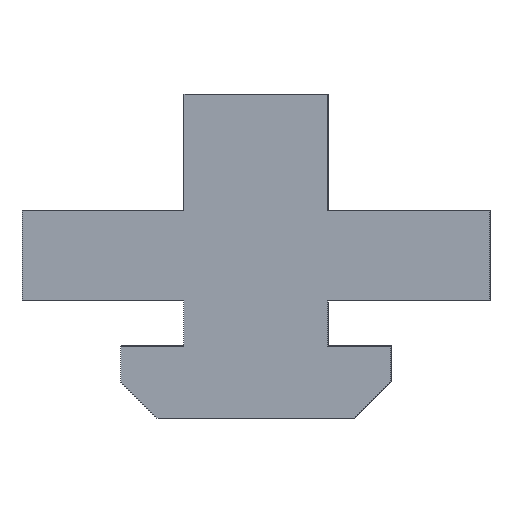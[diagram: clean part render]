
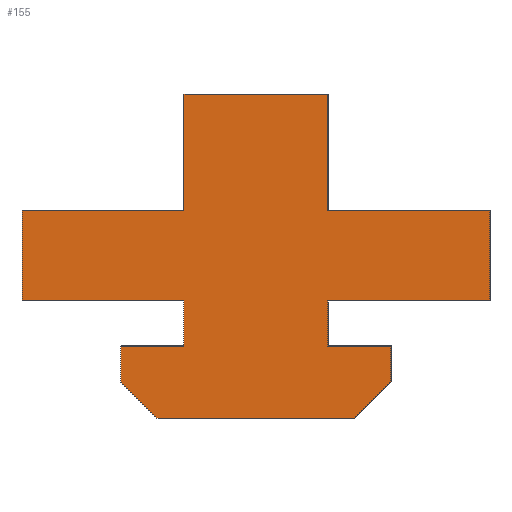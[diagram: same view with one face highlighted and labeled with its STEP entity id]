
A CAD part, left-side view. The second image highlights one B-rep face of the part: STEP entity #155.
In plain terms, the highlighted planar face has unit normal (-1, 0, 0).
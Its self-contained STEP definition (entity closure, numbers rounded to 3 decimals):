
#155=ADVANCED_FACE('',(#316),#317,.F.);
#316=FACE_OUTER_BOUND('',#468,.T.);
#317=PLANE('',#469);
#468=EDGE_LOOP('',(#843,#844,#845,#846,#847,#848,#849,#850,#851,#852,#853,#854,#855,#856,#857,#858,#859,#860));
#469=AXIS2_PLACEMENT_3D('',#861,#862,#863);
#843=ORIENTED_EDGE('',*,*,#1014,.F.);
#844=ORIENTED_EDGE('',*,*,#946,.F.);
#845=ORIENTED_EDGE('',*,*,#951,.F.);
#846=ORIENTED_EDGE('',*,*,#955,.F.);
#847=ORIENTED_EDGE('',*,*,#959,.F.);
#848=ORIENTED_EDGE('',*,*,#963,.F.);
#849=ORIENTED_EDGE('',*,*,#967,.F.);
#850=ORIENTED_EDGE('',*,*,#971,.F.);
#851=ORIENTED_EDGE('',*,*,#975,.F.);
#852=ORIENTED_EDGE('',*,*,#979,.F.);
#853=ORIENTED_EDGE('',*,*,#983,.F.);
#854=ORIENTED_EDGE('',*,*,#987,.F.);
#855=ORIENTED_EDGE('',*,*,#991,.F.);
#856=ORIENTED_EDGE('',*,*,#995,.F.);
#857=ORIENTED_EDGE('',*,*,#999,.F.);
#858=ORIENTED_EDGE('',*,*,#1003,.F.);
#859=ORIENTED_EDGE('',*,*,#1007,.F.);
#860=ORIENTED_EDGE('',*,*,#1011,.F.);
#861=CARTESIAN_POINT('',(0.0,0.0,0.0));
#862=DIRECTION('',(1.0,0.,0.));
#863=DIRECTION('',(0.,1.0,0.));
#946=EDGE_CURVE('',#1136,#1138,#1139,.T.);
#951=EDGE_CURVE('',#1144,#1136,#1146,.T.);
#955=EDGE_CURVE('',#1150,#1144,#1152,.T.);
#959=EDGE_CURVE('',#1156,#1150,#1158,.T.);
#963=EDGE_CURVE('',#1162,#1156,#1164,.T.);
#967=EDGE_CURVE('',#1168,#1162,#1170,.T.);
#971=EDGE_CURVE('',#1174,#1168,#1176,.T.);
#975=EDGE_CURVE('',#1180,#1174,#1182,.T.);
#979=EDGE_CURVE('',#1186,#1180,#1188,.T.);
#983=EDGE_CURVE('',#1192,#1186,#1194,.T.);
#987=EDGE_CURVE('',#1198,#1192,#1200,.T.);
#991=EDGE_CURVE('',#1204,#1198,#1206,.T.);
#995=EDGE_CURVE('',#1210,#1204,#1212,.T.);
#999=EDGE_CURVE('',#1216,#1210,#1218,.T.);
#1003=EDGE_CURVE('',#1222,#1216,#1224,.T.);
#1007=EDGE_CURVE('',#1228,#1222,#1230,.T.);
#1011=EDGE_CURVE('',#1234,#1228,#1236,.T.);
#1014=EDGE_CURVE('',#1138,#1234,#1239,.T.);
#1136=VERTEX_POINT('',#1380);
#1138=VERTEX_POINT('',#1383);
#1139=LINE('',#1384,#1385);
#1144=VERTEX_POINT('',#1392);
#1146=LINE('',#1395,#1396);
#1150=VERTEX_POINT('',#1401);
#1152=LINE('',#1404,#1405);
#1156=VERTEX_POINT('',#1410);
#1158=LINE('',#1413,#1414);
#1162=VERTEX_POINT('',#1419);
#1164=LINE('',#1422,#1423);
#1168=VERTEX_POINT('',#1428);
#1170=LINE('',#1431,#1432);
#1174=VERTEX_POINT('',#1437);
#1176=LINE('',#1440,#1441);
#1180=VERTEX_POINT('',#1446);
#1182=LINE('',#1449,#1450);
#1186=VERTEX_POINT('',#1455);
#1188=LINE('',#1458,#1459);
#1192=VERTEX_POINT('',#1464);
#1194=LINE('',#1467,#1468);
#1198=VERTEX_POINT('',#1473);
#1200=LINE('',#1476,#1477);
#1204=VERTEX_POINT('',#1482);
#1206=LINE('',#1485,#1486);
#1210=VERTEX_POINT('',#1491);
#1212=LINE('',#1494,#1495);
#1216=VERTEX_POINT('',#1500);
#1218=LINE('',#1503,#1504);
#1222=VERTEX_POINT('',#1509);
#1224=LINE('',#1512,#1513);
#1228=VERTEX_POINT('',#1518);
#1230=LINE('',#1521,#1522);
#1234=VERTEX_POINT('',#1527);
#1236=LINE('',#1530,#1531);
#1239=LINE('',#1535,#1536);
#1380=CARTESIAN_POINT('',(0.0,13.0,0.0));
#1383=CARTESIAN_POINT('',(0.0,13.0,5.0));
#1384=CARTESIAN_POINT('',(0.0,13.0,0.0));
#1385=VECTOR('',#1668,5.0);
#1392=CARTESIAN_POINT('',(0.0,4.0,0.0));
#1395=CARTESIAN_POINT('',(0.0,4.0,0.0));
#1396=VECTOR('',#1672,9.0);
#1401=CARTESIAN_POINT('',(0.0,4.0,-2.5));
#1404=CARTESIAN_POINT('',(0.0,4.0,-2.5));
#1405=VECTOR('',#1675,2.5);
#1410=CARTESIAN_POINT('',(0.0,7.5,-2.5));
#1413=CARTESIAN_POINT('',(0.0,7.5,-2.5));
#1414=VECTOR('',#1678,3.5);
#1419=CARTESIAN_POINT('',(0.0,7.5,-4.5));
#1422=CARTESIAN_POINT('',(0.0,7.5,-4.5));
#1423=VECTOR('',#1681,2.0);
#1428=CARTESIAN_POINT('',(0.0,5.5,-6.5));
#1431=CARTESIAN_POINT('',(0.0,5.5,-6.5));
#1432=VECTOR('',#1684,2.828);
#1437=CARTESIAN_POINT('',(0.0,-5.5,-6.5));
#1440=CARTESIAN_POINT('',(0.0,-5.5,-6.5));
#1441=VECTOR('',#1687,11.0);
#1446=CARTESIAN_POINT('',(0.0,-7.5,-4.5));
#1449=CARTESIAN_POINT('',(0.0,-7.5,-4.5));
#1450=VECTOR('',#1690,2.828);
#1455=CARTESIAN_POINT('',(0.0,-7.5,-2.5));
#1458=CARTESIAN_POINT('',(0.0,-7.5,-2.5));
#1459=VECTOR('',#1693,2.0);
#1464=CARTESIAN_POINT('',(0.0,-4.0,-2.5));
#1467=CARTESIAN_POINT('',(0.0,-4.0,-2.5));
#1468=VECTOR('',#1696,3.5);
#1473=CARTESIAN_POINT('',(0.0,-4.0,0.0));
#1476=CARTESIAN_POINT('',(0.0,-4.0,0.0));
#1477=VECTOR('',#1699,2.5);
#1482=CARTESIAN_POINT('',(0.0,-13.0,0.0));
#1485=CARTESIAN_POINT('',(0.0,-13.0,0.0));
#1486=VECTOR('',#1702,9.0);
#1491=CARTESIAN_POINT('',(0.0,-13.0,5.0));
#1494=CARTESIAN_POINT('',(0.0,-13.0,5.0));
#1495=VECTOR('',#1705,5.0);
#1500=CARTESIAN_POINT('',(0.0,-4.0,5.0));
#1503=CARTESIAN_POINT('',(0.0,-4.0,5.0));
#1504=VECTOR('',#1708,9.0);
#1509=CARTESIAN_POINT('',(0.0,-4.0,11.5));
#1512=CARTESIAN_POINT('',(0.0,-4.0,11.5));
#1513=VECTOR('',#1711,6.5);
#1518=CARTESIAN_POINT('',(0.0,4.0,11.5));
#1521=CARTESIAN_POINT('',(0.0,4.0,11.5));
#1522=VECTOR('',#1714,8.0);
#1527=CARTESIAN_POINT('',(0.0,4.0,5.0));
#1530=CARTESIAN_POINT('',(0.0,4.0,5.0));
#1531=VECTOR('',#1717,6.5);
#1535=CARTESIAN_POINT('',(0.0,13.0,5.0));
#1536=VECTOR('',#1719,9.0);
#1668=DIRECTION('',(0.,0.0,1.0));
#1672=DIRECTION('',(0.,1.0,0.));
#1675=DIRECTION('',(0.,0.0,1.0));
#1678=DIRECTION('',(0.,-1.0,0.));
#1681=DIRECTION('',(0.,0.0,1.0));
#1684=DIRECTION('',(0.,0.707,0.707));
#1687=DIRECTION('',(0.,1.0,0.));
#1690=DIRECTION('',(0.,0.707,-0.707));
#1693=DIRECTION('',(0.,0.0,-1.0));
#1696=DIRECTION('',(0.,-1.0,0.));
#1699=DIRECTION('',(0.,0.0,-1.0));
#1702=DIRECTION('',(0.,1.0,0.));
#1705=DIRECTION('',(0.,0.0,-1.0));
#1708=DIRECTION('',(0.,-1.0,0.));
#1711=DIRECTION('',(0.,0.0,-1.0));
#1714=DIRECTION('',(0.,-1.0,0.));
#1717=DIRECTION('',(0.,0.0,1.0));
#1719=DIRECTION('',(0.,-1.0,0.));
